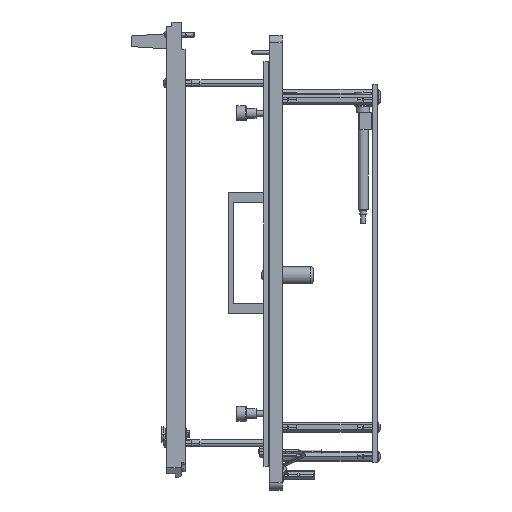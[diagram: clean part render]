
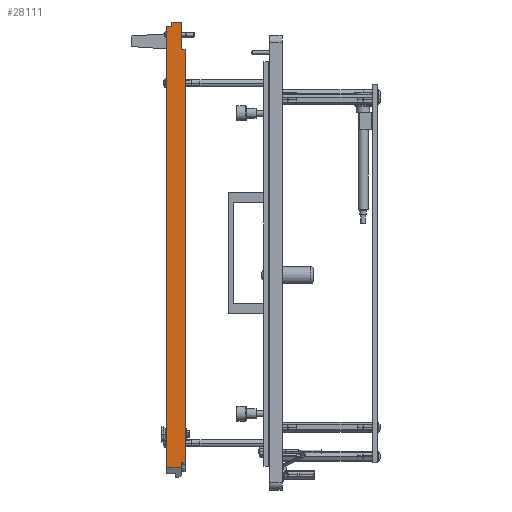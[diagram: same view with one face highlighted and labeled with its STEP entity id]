
A CAD part, left-side view. The second image highlights one B-rep face of the part: STEP entity #28111.
In plain terms, the highlighted face is planar.
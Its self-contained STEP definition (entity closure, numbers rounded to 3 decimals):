
#1139 = CARTESIAN_POINT ( 'NONE',  ( 303., 7.5, 183.55 ) ) ;
#1250 = CARTESIAN_POINT ( 'NONE',  ( 303., 7.5, 183.55 ) ) ;
#1719 = EDGE_CURVE ( 'NONE', #16321, #20801, #33374, .T. ) ;
#2025 = VERTEX_POINT ( 'NONE', #37954 ) ;
#3595 = LINE ( 'NONE', #14082, #39984 ) ;
#4381 = DIRECTION ( 'NONE',  ( 0., -1., 0. ) ) ;
#5276 = VERTEX_POINT ( 'NONE', #11760 ) ;
#5513 = EDGE_CURVE ( 'NONE', #17152, #25327, #36167, .T. ) ;
#6112 = CARTESIAN_POINT ( 'NONE',  ( 303., -7.4, 101.55 ) ) ;
#6664 = LINE ( 'NONE', #20838, #38208 ) ;
#7549 = CARTESIAN_POINT ( 'NONE',  ( 303., 7.5, 175.55 ) ) ;
#7628 = VECTOR ( 'NONE', #19441, 1000. ) ;
#7635 = VECTOR ( 'NONE', #25990, 1000. ) ;
#8564 = DIRECTION ( 'NONE',  ( 0., 0., -1. ) ) ;
#8593 = VECTOR ( 'NONE', #18292, 1000. ) ;
#8775 = LINE ( 'NONE', #19304, #22405 ) ;
#8846 = VECTOR ( 'NONE', #32696, 1000. ) ;
#8999 = LINE ( 'NONE', #19317, #25308 ) ;
#9384 = EDGE_CURVE ( 'NONE', #17152, #23769, #17381, .T. ) ;
#9479 = LINE ( 'NONE', #14452, #33621 ) ;
#9617 = ORIENTED_EDGE ( 'NONE', *, *, #42574, .T. ) ;
#10077 = VERTEX_POINT ( 'NONE', #33297 ) ;
#10823 = EDGE_LOOP ( 'NONE', ( #14702, #9617, #28766, #32279, #17415, #43450, #11390, #37659, #24361, #25623, #23316, #20337 ) ) ;
#11390 = ORIENTED_EDGE ( 'NONE', *, *, #18346, .F. ) ;
#11760 = CARTESIAN_POINT ( 'NONE',  ( 303., 3.2, -179.55 ) ) ;
#12654 = EDGE_CURVE ( 'NONE', #21227, #20801, #8999, .T. ) ;
#13287 = EDGE_CURVE ( 'NONE', #2025, #17534, #8775, .T. ) ;
#13985 = DIRECTION ( 'NONE',  ( 0., 0., -1. ) ) ;
#14082 = CARTESIAN_POINT ( 'NONE',  ( 303., -7.4, 101.55 ) ) ;
#14358 = CARTESIAN_POINT ( 'NONE',  ( 303., -4.3, -161.55 ) ) ;
#14452 = CARTESIAN_POINT ( 'NONE',  ( 303., 3.2, -183.55 ) ) ;
#14697 = CARTESIAN_POINT ( 'NONE',  ( 303., -4.3, 171.55 ) ) ;
#14702 = ORIENTED_EDGE ( 'NONE', *, *, #33866, .F. ) ;
#15201 = DIRECTION ( 'NONE',  ( -1., 0., 0. ) ) ;
#16321 = VERTEX_POINT ( 'NONE', #14358 ) ;
#16811 = CARTESIAN_POINT ( 'NONE',  ( 303., -7.5, 101.55 ) ) ;
#17152 = VERTEX_POINT ( 'NONE', #14697 ) ;
#17381 = LINE ( 'NONE', #23766, #21228 ) ;
#17415 = ORIENTED_EDGE ( 'NONE', *, *, #43346, .F. ) ;
#17534 = VERTEX_POINT ( 'NONE', #38663 ) ;
#18292 = DIRECTION ( 'NONE',  ( 0., 0., 1. ) ) ;
#18346 = EDGE_CURVE ( 'NONE', #5276, #17534, #9479, .T. ) ;
#18761 = LINE ( 'NONE', #1139, #8846 ) ;
#19009 = EDGE_CURVE ( 'NONE', #10077, #23762, #18761, .T. ) ;
#19304 = CARTESIAN_POINT ( 'NONE',  ( 303., -7.5, -183.55 ) ) ;
#19317 = CARTESIAN_POINT ( 'NONE',  ( 303., -7.5, 183.55 ) ) ;
#19441 = DIRECTION ( 'NONE',  ( 0., -1., 0. ) ) ;
#20337 = ORIENTED_EDGE ( 'NONE', *, *, #5513, .T. ) ;
#20801 = VERTEX_POINT ( 'NONE', #24149 ) ;
#20838 = CARTESIAN_POINT ( 'NONE',  ( 303., -7.4, 183.55 ) ) ;
#21227 = VERTEX_POINT ( 'NONE', #16811 ) ;
#21228 = VECTOR ( 'NONE', #31317, 1000. ) ;
#21600 = PLANE ( 'NONE',  #21730 ) ;
#21730 = AXIS2_PLACEMENT_3D ( 'NONE', #1250, #15201, #28249 ) ;
#21864 = LINE ( 'NONE', #42953, #33043 ) ;
#22405 = VECTOR ( 'NONE', #33232, 1000. ) ;
#22601 = CARTESIAN_POINT ( 'NONE',  ( 303., -4.3, -183.55 ) ) ;
#23316 = ORIENTED_EDGE ( 'NONE', *, *, #9384, .F. ) ;
#23762 = VERTEX_POINT ( 'NONE', #7549 ) ;
#23766 = CARTESIAN_POINT ( 'NONE',  ( 303., -4.3, 171.55 ) ) ;
#23769 = VERTEX_POINT ( 'NONE', #35463 ) ;
#24149 = CARTESIAN_POINT ( 'NONE',  ( 303., -7.5, -161.55 ) ) ;
#24293 = CARTESIAN_POINT ( 'NONE',  ( 303., 12.253, 171.55 ) ) ;
#24361 = ORIENTED_EDGE ( 'NONE', *, *, #19009, .T. ) ;
#24769 = EDGE_CURVE ( 'NONE', #23762, #23769, #21864, .T. ) ;
#25308 = VECTOR ( 'NONE', #8564, 1000. ) ;
#25327 = VERTEX_POINT ( 'NONE', #28457 ) ;
#25623 = ORIENTED_EDGE ( 'NONE', *, *, #24769, .T. ) ;
#25990 = DIRECTION ( 'NONE',  ( 0., -1., 0. ) ) ;
#25996 = VERTEX_POINT ( 'NONE', #6112 ) ;
#28041 = DIRECTION ( 'NONE',  ( 0., -1., 0. ) ) ;
#28111 = ADVANCED_FACE ( 'NONE', ( #32132 ), #21600, .F. ) ;
#28249 = DIRECTION ( 'NONE',  ( 0., 0., 1. ) ) ;
#28457 = CARTESIAN_POINT ( 'NONE',  ( 303., -7.4, 171.55 ) ) ;
#28766 = ORIENTED_EDGE ( 'NONE', *, *, #12654, .T. ) ;
#29428 = LINE ( 'NONE', #43430, #7635 ) ;
#30454 = EDGE_CURVE ( 'NONE', #10077, #5276, #29428, .T. ) ;
#31317 = DIRECTION ( 'NONE',  ( 0., 0., 1. ) ) ;
#31934 = DIRECTION ( 'NONE',  ( 0., -1., 0. ) ) ;
#32132 = FACE_OUTER_BOUND ( 'NONE', #10823, .T. ) ;
#32279 = ORIENTED_EDGE ( 'NONE', *, *, #1719, .F. ) ;
#32696 = DIRECTION ( 'NONE',  ( 0., 0., 1. ) ) ;
#33043 = VECTOR ( 'NONE', #31934, 1000. ) ;
#33232 = DIRECTION ( 'NONE',  ( 0., 1., 0. ) ) ;
#33297 = CARTESIAN_POINT ( 'NONE',  ( 303., 7.5, -179.55 ) ) ;
#33374 = LINE ( 'NONE', #40499, #7628 ) ;
#33621 = VECTOR ( 'NONE', #13985, 1000. ) ;
#33866 = EDGE_CURVE ( 'NONE', #25996, #25327, #6664, .T. ) ;
#35463 = CARTESIAN_POINT ( 'NONE',  ( 303., -4.3, 175.55 ) ) ;
#36167 = LINE ( 'NONE', #24293, #43040 ) ;
#37659 = ORIENTED_EDGE ( 'NONE', *, *, #30454, .F. ) ;
#37954 = CARTESIAN_POINT ( 'NONE',  ( 303., -4.3, -183.55 ) ) ;
#38208 = VECTOR ( 'NONE', #41934, 1000. ) ;
#38663 = CARTESIAN_POINT ( 'NONE',  ( 303., 3.2, -183.55 ) ) ;
#39984 = VECTOR ( 'NONE', #28041, 1000. ) ;
#40499 = CARTESIAN_POINT ( 'NONE',  ( 303., -7.5, -161.55 ) ) ;
#41934 = DIRECTION ( 'NONE',  ( 0., 0., 1. ) ) ;
#42574 = EDGE_CURVE ( 'NONE', #25996, #21227, #3595, .T. ) ;
#42799 = LINE ( 'NONE', #22601, #8593 ) ;
#42953 = CARTESIAN_POINT ( 'NONE',  ( 303., 7.5, 175.55 ) ) ;
#43040 = VECTOR ( 'NONE', #4381, 1000. ) ;
#43346 = EDGE_CURVE ( 'NONE', #2025, #16321, #42799, .T. ) ;
#43430 = CARTESIAN_POINT ( 'NONE',  ( 303., 7.5, -179.55 ) ) ;
#43450 = ORIENTED_EDGE ( 'NONE', *, *, #13287, .T. ) ;
